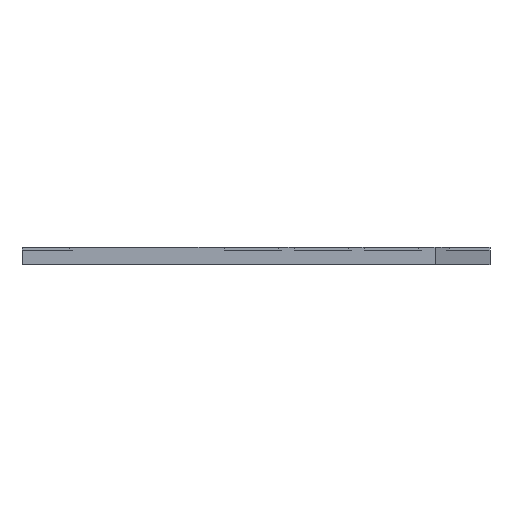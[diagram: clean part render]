
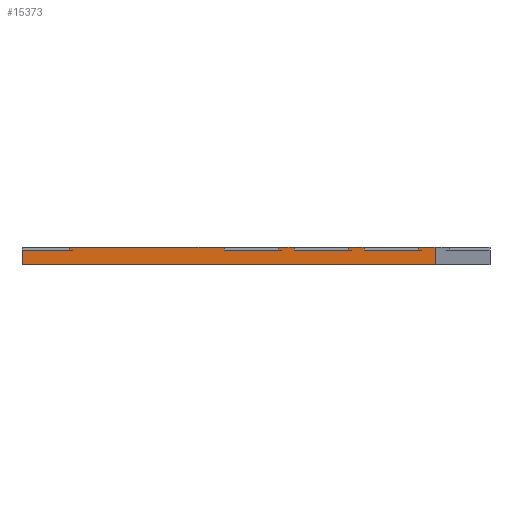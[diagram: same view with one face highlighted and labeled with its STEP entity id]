
A CAD part, front view. The second image highlights one B-rep face of the part: STEP entity #15373.
In plain terms, the highlighted planar face has unit normal (0, -1, 0).
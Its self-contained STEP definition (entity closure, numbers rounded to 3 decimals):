
#759=FACE_OUTER_BOUND('',#1655,.T.);
#1655=EDGE_LOOP('',(#12252,#12253,#12254,#12255,#12256,#12257,#12258,#12259,
#12260,#12261,#12262,#12263,#12264,#12265,#12266,#12267,#12268,#12269,#12270,
#12271,#12272));
#3437=LINE('',#29179,#4942);
#3439=LINE('',#29185,#4944);
#3442=LINE('',#29190,#4947);
#3448=LINE('',#29202,#4953);
#3454=LINE('',#29216,#4959);
#3456=LINE('',#29219,#4961);
#3501=LINE('',#29315,#5006);
#3508=LINE('',#29330,#5013);
#3513=LINE('',#29340,#5018);
#3519=LINE('',#29354,#5024);
#3521=LINE('',#29357,#5026);
#3573=LINE('',#29467,#5078);
#3670=LINE('',#31139,#5175);
#3671=LINE('',#31141,#5176);
#3681=LINE('',#31159,#5186);
#3684=LINE('',#31164,#5189);
#3905=LINE('',#34680,#5410);
#3971=LINE('',#35861,#5476);
#3974=LINE('',#35892,#5479);
#3976=LINE('',#35895,#5481);
#3977=LINE('',#35896,#5482);
#4942=VECTOR('',#16963,10.);
#4944=VECTOR('',#16967,10.);
#4947=VECTOR('',#16972,10.);
#4953=VECTOR('',#16980,10.);
#4959=VECTOR('',#16990,10.);
#4961=VECTOR('',#16994,10.);
#5006=VECTOR('',#17073,10.);
#5013=VECTOR('',#17086,10.);
#5018=VECTOR('',#17093,10.);
#5024=VECTOR('',#17103,10.);
#5026=VECTOR('',#17107,10.);
#5078=VECTOR('',#17197,1.588);
#5175=VECTOR('',#17344,0.145);
#5176=VECTOR('',#17347,1.42);
#5186=VECTOR('',#17369,0.753);
#5189=VECTOR('',#17376,1.42);
#5410=VECTOR('',#17665,12.976);
#5476=VECTOR('',#17747,1.42);
#5479=VECTOR('',#17764,1.588);
#5481=VECTOR('',#17768,0.391);
#5482=VECTOR('',#17769,37.592);
#6828=VERTEX_POINT('',#29172);
#6831=VERTEX_POINT('',#29177);
#6833=VERTEX_POINT('',#29182);
#6834=VERTEX_POINT('',#29184);
#6837=VERTEX_POINT('',#29195);
#6840=VERTEX_POINT('',#29200);
#6845=VERTEX_POINT('',#29213);
#6846=VERTEX_POINT('',#29215);
#6877=VERTEX_POINT('',#29308);
#6880=VERTEX_POINT('',#29313);
#6885=VERTEX_POINT('',#29329);
#6886=VERTEX_POINT('',#29333);
#6889=VERTEX_POINT('',#29338);
#6894=VERTEX_POINT('',#29351);
#6895=VERTEX_POINT('',#29353);
#6933=VERTEX_POINT('',#29464);
#6934=VERTEX_POINT('',#29466);
#7005=VERTEX_POINT('',#31137);
#7007=VERTEX_POINT('',#31157);
#7451=VERTEX_POINT('',#34678);
#7610=VERTEX_POINT('',#35890);
#8415=EDGE_CURVE('',#6828,#6831,#3437,.T.);
#8417=EDGE_CURVE('',#6834,#6833,#3439,.T.);
#8420=EDGE_CURVE('',#6831,#6834,#3442,.T.);
#8426=EDGE_CURVE('',#6837,#6840,#3448,.T.);
#8432=EDGE_CURVE('',#6846,#6845,#3454,.T.);
#8434=EDGE_CURVE('',#6840,#6846,#3456,.T.);
#8480=EDGE_CURVE('',#6877,#6880,#3501,.T.);
#8487=EDGE_CURVE('',#6880,#6885,#3508,.T.);
#8492=EDGE_CURVE('',#6886,#6889,#3513,.T.);
#8498=EDGE_CURVE('',#6895,#6894,#3519,.T.);
#8500=EDGE_CURVE('',#6889,#6895,#3521,.T.);
#8553=EDGE_CURVE('',#6933,#6934,#3573,.T.);
#8702=EDGE_CURVE('',#7005,#6933,#3670,.T.);
#8703=EDGE_CURVE('',#6828,#7005,#3671,.T.);
#8713=EDGE_CURVE('',#7007,#6845,#3681,.T.);
#8716=EDGE_CURVE('',#6837,#6894,#3684,.T.);
#9205=EDGE_CURVE('',#7451,#7007,#3905,.T.);
#9368=EDGE_CURVE('',#6886,#6833,#3971,.T.);
#9374=EDGE_CURVE('',#6885,#7610,#3974,.T.);
#9376=EDGE_CURVE('',#6877,#7451,#3976,.T.);
#9377=EDGE_CURVE('',#7610,#6934,#3977,.T.);
#12252=ORIENTED_EDGE('',*,*,#8417,.T.);
#12253=ORIENTED_EDGE('',*,*,#9368,.F.);
#12254=ORIENTED_EDGE('',*,*,#8492,.T.);
#12255=ORIENTED_EDGE('',*,*,#8500,.T.);
#12256=ORIENTED_EDGE('',*,*,#8498,.T.);
#12257=ORIENTED_EDGE('',*,*,#8716,.F.);
#12258=ORIENTED_EDGE('',*,*,#8426,.T.);
#12259=ORIENTED_EDGE('',*,*,#8434,.T.);
#12260=ORIENTED_EDGE('',*,*,#8432,.T.);
#12261=ORIENTED_EDGE('',*,*,#8713,.F.);
#12262=ORIENTED_EDGE('',*,*,#9205,.F.);
#12263=ORIENTED_EDGE('',*,*,#9376,.F.);
#12264=ORIENTED_EDGE('',*,*,#8480,.T.);
#12265=ORIENTED_EDGE('',*,*,#8487,.T.);
#12266=ORIENTED_EDGE('',*,*,#9374,.T.);
#12267=ORIENTED_EDGE('',*,*,#9377,.T.);
#12268=ORIENTED_EDGE('',*,*,#8553,.F.);
#12269=ORIENTED_EDGE('',*,*,#8702,.F.);
#12270=ORIENTED_EDGE('',*,*,#8703,.F.);
#12271=ORIENTED_EDGE('',*,*,#8415,.T.);
#12272=ORIENTED_EDGE('',*,*,#8420,.T.);
#14878=PLANE('',#16198);
#15373=ADVANCED_FACE('',(#759),#14878,.F.);
#16198=AXIS2_PLACEMENT_3D('',#35894,#17766,#17767);
#16963=DIRECTION('',(0.,0.,-1.));
#16967=DIRECTION('',(0.,0.,1.));
#16972=DIRECTION('',(-1.,0.,0.));
#16980=DIRECTION('',(0.,0.,-1.));
#16990=DIRECTION('',(0.,0.,1.));
#16994=DIRECTION('',(-1.,0.,0.));
#17073=DIRECTION('',(0.,0.,-1.));
#17086=DIRECTION('',(-1.,0.,0.));
#17093=DIRECTION('',(0.,0.,-1.));
#17103=DIRECTION('',(0.,0.,1.));
#17107=DIRECTION('',(-1.,0.,0.));
#17197=DIRECTION('',(0.,0.,-1.));
#17344=DIRECTION('',(1.,0.,0.));
#17347=DIRECTION('',(1.,0.,0.));
#17369=DIRECTION('',(1.,0.,0.));
#17376=DIRECTION('',(1.,0.,0.));
#17665=DIRECTION('',(1.,0.,0.));
#17747=DIRECTION('',(1.,0.,0.));
#17764=DIRECTION('',(0.,0.,-1.));
#17766=DIRECTION('center_axis',(0.,1.,0.));
#17767=DIRECTION('ref_axis',(0.,0.,1.));
#17768=DIRECTION('',(1.,0.,0.));
#17769=DIRECTION('',(1.,0.,0.));
#29172=CARTESIAN_POINT('',(37.614,-95.568,1.588));
#29177=CARTESIAN_POINT('',(37.614,-95.568,1.338));
#29179=CARTESIAN_POINT('',(37.614,-95.568,1.588));
#29182=CARTESIAN_POINT('',(32.684,-95.568,1.588));
#29184=CARTESIAN_POINT('',(32.684,-95.568,1.338));
#29185=CARTESIAN_POINT('',(32.684,-95.568,1.588));
#29190=CARTESIAN_POINT('',(0.794,-95.568,1.338));
#29195=CARTESIAN_POINT('',(24.914,-95.568,1.588));
#29200=CARTESIAN_POINT('',(24.914,-95.568,1.338));
#29202=CARTESIAN_POINT('',(24.914,-95.568,1.588));
#29213=CARTESIAN_POINT('',(19.984,-95.568,1.588));
#29215=CARTESIAN_POINT('',(19.984,-95.568,1.338));
#29216=CARTESIAN_POINT('',(19.984,-95.568,1.588));
#29219=CARTESIAN_POINT('',(0.794,-95.568,1.338));
#29308=CARTESIAN_POINT('',(5.864,-95.568,1.588));
#29313=CARTESIAN_POINT('',(5.864,-95.568,1.338));
#29315=CARTESIAN_POINT('',(5.864,-95.568,1.588));
#29329=CARTESIAN_POINT('',(1.588,-95.568,1.338));
#29330=CARTESIAN_POINT('',(0.794,-95.568,1.338));
#29333=CARTESIAN_POINT('',(31.264,-95.568,1.588));
#29338=CARTESIAN_POINT('',(31.264,-95.568,1.338));
#29340=CARTESIAN_POINT('',(31.264,-95.568,1.588));
#29351=CARTESIAN_POINT('',(26.334,-95.568,1.588));
#29353=CARTESIAN_POINT('',(26.334,-95.568,1.338));
#29354=CARTESIAN_POINT('',(26.334,-95.568,1.588));
#29357=CARTESIAN_POINT('',(0.794,-95.568,1.338));
#29464=CARTESIAN_POINT('',(39.18,-95.568,1.588));
#29466=CARTESIAN_POINT('',(39.18,-95.568,0.));
#29467=CARTESIAN_POINT('',(39.18,-95.568,1.588));
#31137=CARTESIAN_POINT('',(39.034,-95.568,1.588));
#31139=CARTESIAN_POINT('',(39.034,-95.568,1.588));
#31141=CARTESIAN_POINT('',(37.614,-95.568,1.588));
#31157=CARTESIAN_POINT('',(19.232,-95.568,1.588));
#31159=CARTESIAN_POINT('',(19.232,-95.568,1.588));
#31164=CARTESIAN_POINT('',(24.914,-95.568,1.588));
#34678=CARTESIAN_POINT('',(6.255,-95.568,1.588));
#34680=CARTESIAN_POINT('',(6.255,-95.568,1.588));
#35861=CARTESIAN_POINT('',(31.264,-95.568,1.588));
#35890=CARTESIAN_POINT('',(1.588,-95.568,0.));
#35892=CARTESIAN_POINT('',(1.588,-95.568,1.588));
#35894=CARTESIAN_POINT('Origin',(1.588,-95.568,1.588));
#35895=CARTESIAN_POINT('',(5.864,-95.568,1.588));
#35896=CARTESIAN_POINT('',(1.588,-95.568,0.));
